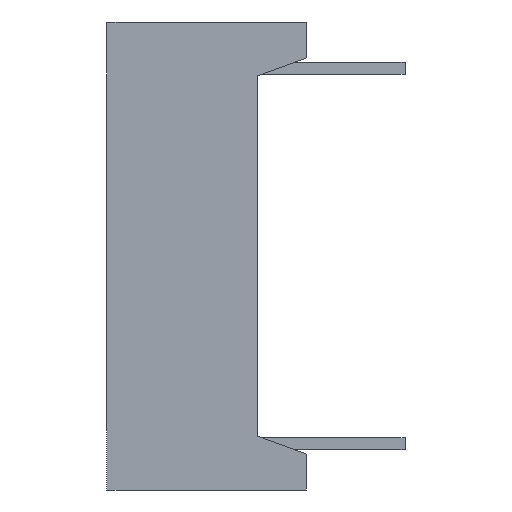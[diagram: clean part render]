
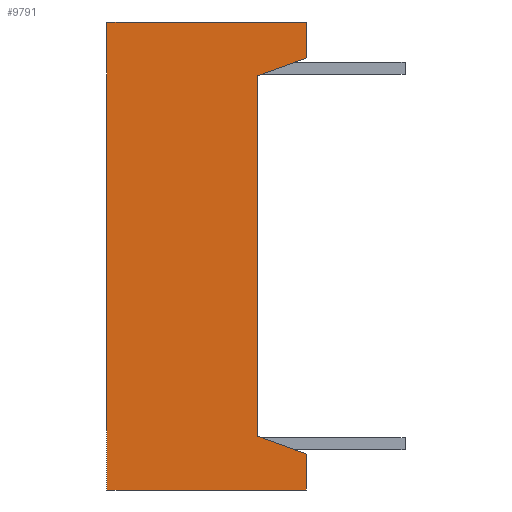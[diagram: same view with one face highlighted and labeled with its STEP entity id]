
A CAD part, left-side view. The second image highlights one B-rep face of the part: STEP entity #9791.
In plain terms, the highlighted planar face has unit normal (-1, 0, 0).
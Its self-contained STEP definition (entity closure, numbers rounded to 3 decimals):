
#1067 = LINE ( 'NONE', #1068, #7774 ) ;
#1068 = CARTESIAN_POINT ( 'NONE',  ( -18.8, 3.269, 3.902 ) ) ;
#1069 = DIRECTION ( 'NONE',  ( 0., 0.94, -0.342 ) ) ;
#1070 = LINE ( 'NONE', #1071, #7775 ) ;
#1071 = CARTESIAN_POINT ( 'NONE',  ( -18.8, -8.1, -9.5 ) ) ;
#1072 = DIRECTION ( 'NONE',  ( 0., 1., 0. ) ) ;
#1079 = LINE ( 'NONE', #1080, #7777 ) ;
#1080 = CARTESIAN_POINT ( 'NONE',  ( -18.8, -8.1, 9.5 ) ) ;
#1081 = DIRECTION ( 'NONE',  ( 0., 1., 0. ) ) ;
#1082 = LINE ( 'NONE', #1083, #7778 ) ;
#1083 = CARTESIAN_POINT ( 'NONE',  ( -18.8, 0., 0. ) ) ;
#1084 = DIRECTION ( 'NONE',  ( 0., 0., 1. ) ) ;
#1085 = LINE ( 'NONE', #1086, #7779 ) ;
#1086 = CARTESIAN_POINT ( 'NONE',  ( -18.8, -7.149, -7.694 ) ) ;
#1087 = DIRECTION ( 'NONE',  ( 0., -0.94, -0.342 ) ) ;
#1241 = LINE ( 'NONE', #1242, #5278 ) ;
#1242 = CARTESIAN_POINT ( 'NONE',  ( -18.8, -8.1, 0. ) ) ;
#1243 = DIRECTION ( 'NONE',  ( 0., 0., 1. ) ) ;
#1265 = LINE ( 'NONE', #1266, #5286 ) ;
#1266 = CARTESIAN_POINT ( 'NONE',  ( -18.8, -8.1, 0. ) ) ;
#1267 = DIRECTION ( 'NONE',  ( 0., 0., 1. ) ) ;
#2752 = FACE_OUTER_BOUND ( 'NONE', #3159, .T. ) ;
#2755 = AXIS2_PLACEMENT_3D ( 'NONE', #13476, #13477, #13478 ) ;
#3159 = EDGE_LOOP ( 'NONE', ( #12521, #12523, #12520, #12421, #12422, #12440, #12423, #12447 ) ) ;
#5278 = VECTOR ( 'NONE', #1243, 1000. ) ;
#5286 = VECTOR ( 'NONE', #1267, 1000. ) ;
#5320 = VECTOR ( 'NONE', #16533, 1000. ) ;
#7774 = VECTOR ( 'NONE', #1069, 1000. ) ;
#7775 = VECTOR ( 'NONE', #1072, 1000. ) ;
#7777 = VECTOR ( 'NONE', #1081, 1000. ) ;
#7778 = VECTOR ( 'NONE', #1084, 1000. ) ;
#7779 = VECTOR ( 'NONE', #1087, 1000. ) ;
#8189 = CARTESIAN_POINT ( 'NONE',  ( -18.8, -8.1, 8.04 ) ) ;
#8232 = CARTESIAN_POINT ( 'NONE',  ( -18.8, -8.1, -9.5 ) ) ;
#8246 = CARTESIAN_POINT ( 'NONE',  ( -18.8, -8.1, -8.04 ) ) ;
#8247 = CARTESIAN_POINT ( 'NONE',  ( -18.8, -8.1, 9.5 ) ) ;
#8251 = CARTESIAN_POINT ( 'NONE',  ( -18.8, 0., 9.5 ) ) ;
#8252 = CARTESIAN_POINT ( 'NONE',  ( -18.8, 0., -9.5 ) ) ;
#8409 = CARTESIAN_POINT ( 'NONE',  ( -18.8, -6.1, 7.312 ) ) ;
#8410 = CARTESIAN_POINT ( 'NONE',  ( -18.8, -6.1, -7.312 ) ) ;
#9791 = ADVANCED_FACE ( 'NONE', ( #2752 ), #13475, .T. ) ;
#10440 = EDGE_CURVE ( 'NONE', #15452, #15672, #1067, .T. ) ;
#10441 = EDGE_CURVE ( 'NONE', #15495, #15515, #1070, .T. ) ;
#10444 = EDGE_CURVE ( 'NONE', #15510, #15514, #1079, .T. ) ;
#10445 = EDGE_CURVE ( 'NONE', #15515, #15514, #1082, .T. ) ;
#10446 = EDGE_CURVE ( 'NONE', #15673, #15509, #1085, .T. ) ;
#10498 = EDGE_CURVE ( 'NONE', #15495, #15509, #1241, .T. ) ;
#10506 = EDGE_CURVE ( 'NONE', #15452, #15510, #1265, .T. ) ;
#10544 = EDGE_CURVE ( 'NONE', #15672, #15673, #16531, .T. ) ;
#12421 = ORIENTED_EDGE ( 'NONE', *, *, #10444, .T. ) ;
#12422 = ORIENTED_EDGE ( 'NONE', *, *, #10445, .F. ) ;
#12423 = ORIENTED_EDGE ( 'NONE', *, *, #10498, .T. ) ;
#12440 = ORIENTED_EDGE ( 'NONE', *, *, #10441, .F. ) ;
#12447 = ORIENTED_EDGE ( 'NONE', *, *, #10446, .F. ) ;
#12520 = ORIENTED_EDGE ( 'NONE', *, *, #10506, .T. ) ;
#12521 = ORIENTED_EDGE ( 'NONE', *, *, #10544, .F. ) ;
#12523 = ORIENTED_EDGE ( 'NONE', *, *, #10440, .F. ) ;
#13475 = PLANE ( 'NONE',  #2755 ) ;
#13476 = CARTESIAN_POINT ( 'NONE',  ( -18.8, -8.1, 0. ) ) ;
#13477 = DIRECTION ( 'NONE',  ( -1., 0., 0. ) ) ;
#13478 = DIRECTION ( 'NONE',  ( 0., 0., 1. ) ) ;
#15452 = VERTEX_POINT ( 'NONE', #8189 ) ;
#15495 = VERTEX_POINT ( 'NONE', #8232 ) ;
#15509 = VERTEX_POINT ( 'NONE', #8246 ) ;
#15510 = VERTEX_POINT ( 'NONE', #8247 ) ;
#15514 = VERTEX_POINT ( 'NONE', #8251 ) ;
#15515 = VERTEX_POINT ( 'NONE', #8252 ) ;
#15672 = VERTEX_POINT ( 'NONE', #8409 ) ;
#15673 = VERTEX_POINT ( 'NONE', #8410 ) ;
#16531 = LINE ( 'NONE', #16532, #5320 ) ;
#16532 = CARTESIAN_POINT ( 'NONE',  ( -18.8, -6.1, -16.207 ) ) ;
#16533 = DIRECTION ( 'NONE',  ( 0., 0., -1. ) ) ;
